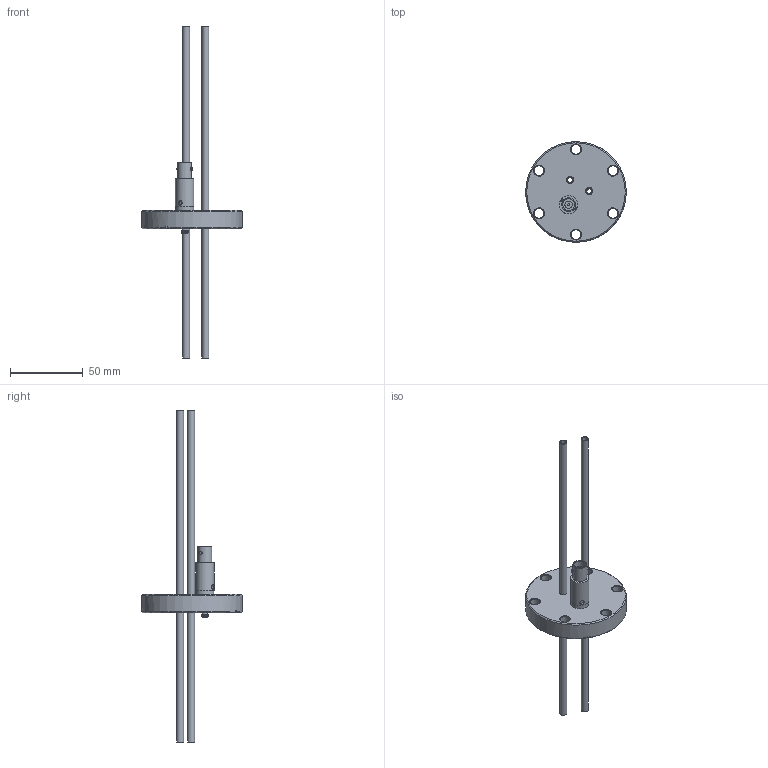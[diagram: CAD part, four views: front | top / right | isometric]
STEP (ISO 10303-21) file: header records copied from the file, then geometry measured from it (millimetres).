
FILE_DESCRIPTION(/* description */ ('CF40 Feedthrough, 1 Elec., 2 Tubes (002-043)'),/* implementation_level */ '2;1');
FILE_NAME(/* name */ '002-043 (206-878-G1) - CF40 Feedthrough, 1 Elec., 2 Tubes (Outline Model rev.A).stp',/* time_stamp */ '2016-06-22T11:32:25-04:00',/* author */ ('Joel Plasencia'),/* organization */ ('INFICON'),/* preprocessor_version */ 'ST-DEVELOPER v11',/* originating_system */ 'SIEMENS PLM Software NX 7.5',/* authorisation */ 'Copyright© 2017 INFICON - ALL RIGHTS RESERVED');
FILE_SCHEMA (('AUTOMOTIVE_DESIGN { 1 0 10303 214 1 1 1 1 }'));
Length unit declared in the file: inch
Products named in the file (1): 002-043_A
Bounding box: 69.34 x 69.34 x 228.6 mm (x, y, z)
Volume: 49521.2 mm3; surface area: 25750.5 mm2
Topology: 1 solids, 1 shells, 101 faces, 226 edges, 148 vertices
Faces by surface type: plane 38, cylinder 36, cone 25, torus 2
Full cylindrical faces by diameter (mm): 0.965 x1, 1.27 x1, 2.032 x3, 3.175 x2, 3.493 x2, 3.759 x1, 4.851 x4, 4.953 x1, 5.08 x1, 6.731 x6, 8.128 x1, 8.496 x1, 9.373 x1, 9.512 x1, 9.525 x3, 12.56 x1, 12.7 x2, 41.91 x1, 48.311 x1, 69.342 x1
Entity records: 2638 total; most frequent: CARTESIAN_POINT 630, DIRECTION 438, ORIENTED_EDGE 284, AXIS2_PLACEMENT_3D 203, EDGE_LOOP 198, FACE_BOUND 179, EDGE_CURVE 142, VERTEX_POINT 125
